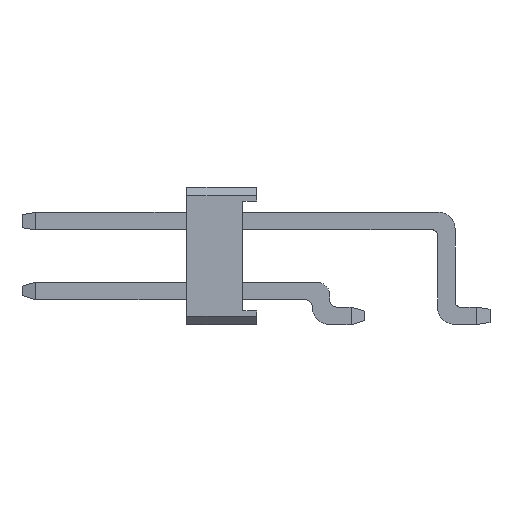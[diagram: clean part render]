
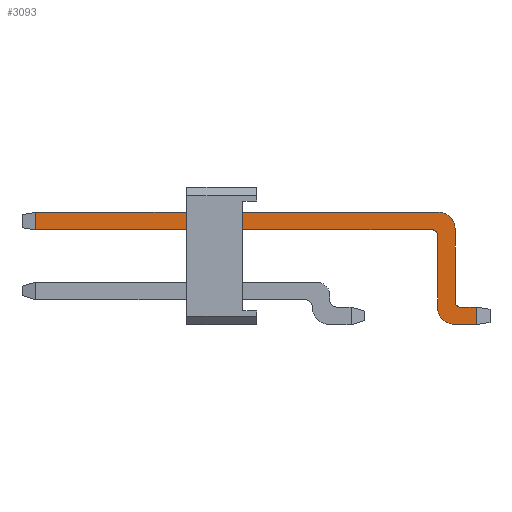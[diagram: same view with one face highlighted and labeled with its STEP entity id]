
A CAD part, left-side view. The second image highlights one B-rep face of the part: STEP entity #3093.
In plain terms, the highlighted face is planar.
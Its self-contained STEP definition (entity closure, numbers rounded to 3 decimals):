
#38=CIRCLE('',#3306,0.2);
#39=CIRCLE('',#3307,0.64);
#40=CIRCLE('',#3308,0.2);
#41=CIRCLE('',#3309,0.6);
#855=ORIENTED_EDGE('',*,*,#1322,.T.);
#856=ORIENTED_EDGE('',*,*,#1324,.T.);
#857=ORIENTED_EDGE('',*,*,#1306,.F.);
#858=ORIENTED_EDGE('',*,*,#1325,.T.);
#859=ORIENTED_EDGE('',*,*,#1326,.F.);
#860=ORIENTED_EDGE('',*,*,#1327,.T.);
#861=ORIENTED_EDGE('',*,*,#1328,.F.);
#862=ORIENTED_EDGE('',*,*,#1329,.T.);
#863=ORIENTED_EDGE('',*,*,#1330,.T.);
#864=ORIENTED_EDGE('',*,*,#1331,.T.);
#865=ORIENTED_EDGE('',*,*,#1332,.F.);
#866=ORIENTED_EDGE('',*,*,#1333,.T.);
#1306=EDGE_CURVE('',#1600,#1601,#1991,.T.);
#1322=EDGE_CURVE('',#1615,#1614,#2003,.T.);
#1324=EDGE_CURVE('',#1614,#1601,#2005,.T.);
#1325=EDGE_CURVE('',#1600,#1616,#38,.T.);
#1326=EDGE_CURVE('',#1617,#1616,#2006,.T.);
#1327=EDGE_CURVE('',#1617,#1618,#39,.F.);
#1328=EDGE_CURVE('',#1619,#1618,#2007,.T.);
#1329=EDGE_CURVE('',#1619,#1620,#2008,.T.);
#1330=EDGE_CURVE('',#1620,#1621,#2009,.T.);
#1331=EDGE_CURVE('',#1621,#1622,#40,.T.);
#1332=EDGE_CURVE('',#1623,#1622,#2010,.T.);
#1333=EDGE_CURVE('',#1623,#1615,#41,.F.);
#1600=VERTEX_POINT('',#4862);
#1601=VERTEX_POINT('',#4863);
#1614=VERTEX_POINT('',#4893);
#1615=VERTEX_POINT('',#4895);
#1616=VERTEX_POINT('',#4900);
#1617=VERTEX_POINT('',#4902);
#1618=VERTEX_POINT('',#4904);
#1619=VERTEX_POINT('',#4906);
#1620=VERTEX_POINT('',#4908);
#1621=VERTEX_POINT('',#4910);
#1622=VERTEX_POINT('',#4912);
#1623=VERTEX_POINT('',#4914);
#1991=LINE('',#4861,#2394);
#2003=LINE('',#4894,#2406);
#2005=LINE('',#4898,#2408);
#2006=LINE('',#4901,#2409);
#2007=LINE('',#4905,#2410);
#2008=LINE('',#4907,#2411);
#2009=LINE('',#4909,#2412);
#2010=LINE('',#4913,#2413);
#2394=VECTOR('',#3995,1000.);
#2406=VECTOR('',#4019,1000.);
#2408=VECTOR('',#4023,1000.);
#2409=VECTOR('',#4026,1000.);
#2410=VECTOR('',#4029,1000.);
#2411=VECTOR('',#4030,1000.);
#2412=VECTOR('',#4031,1000.);
#2413=VECTOR('',#4034,1000.);
#2604=EDGE_LOOP('',(#855,#856,#857,#858,#859,#860,#861,#862,#863,#864,#865,
#866));
#2789=FACE_BOUND('',#2604,.T.);
#2941=PLANE('',#3305);
#3093=ADVANCED_FACE('',(#2789),#2941,.F.);
#3305=AXIS2_PLACEMENT_3D('',#4897,#4021,#4022);
#3306=AXIS2_PLACEMENT_3D('',#4899,#4024,#4025);
#3307=AXIS2_PLACEMENT_3D('',#4903,#4027,#4028);
#3308=AXIS2_PLACEMENT_3D('',#4911,#4032,#4033);
#3309=AXIS2_PLACEMENT_3D('',#4915,#4035,#4036);
#3995=DIRECTION('',(0.,0.,-1.));
#4019=DIRECTION('',(0.,0.,-1.));
#4021=DIRECTION('',(0.,1.,0.));
#4022=DIRECTION('',(0.,0.,1.));
#4023=DIRECTION('',(1.,0.,0.));
#4024=DIRECTION('',(0.,1.,0.));
#4025=DIRECTION('',(0.,0.,1.));
#4026=DIRECTION('',(-1.,0.,0.));
#4027=DIRECTION('',(0.,1.,0.));
#4028=DIRECTION('',(0.,0.,1.));
#4029=DIRECTION('',(0.,0.,-1.));
#4030=DIRECTION('',(-1.,0.,0.));
#4031=DIRECTION('',(0.,0.,-1.));
#4032=DIRECTION('',(0.,1.,0.));
#4033=DIRECTION('',(0.,0.,1.));
#4034=DIRECTION('',(1.,0.,0.));
#4035=DIRECTION('',(0.,1.,0.));
#4036=DIRECTION('',(0.,0.,1.));
#4861=CARTESIAN_POINT('',(0.64,0.,15.77));
#4862=CARTESIAN_POINT('',(0.64,0.,14.93));
#4863=CARTESIAN_POINT('',(0.64,0.,0.5));
#4893=CARTESIAN_POINT('',(0.,0.,0.5));
#4894=CARTESIAN_POINT('',(0.,0.,15.77));
#4895=CARTESIAN_POINT('',(0.,0.,15.17));
#4897=CARTESIAN_POINT('',(0.,0.,15.77));
#4898=CARTESIAN_POINT('',(0.,0.,0.5));
#4899=CARTESIAN_POINT('',(0.84,0.,14.93));
#4900=CARTESIAN_POINT('',(0.84,0.,15.13));
#4901=CARTESIAN_POINT('',(4.09,0.,15.13));
#4902=CARTESIAN_POINT('',(3.45,0.,15.13));
#4903=CARTESIAN_POINT('',(3.45,0.,15.77));
#4904=CARTESIAN_POINT('',(4.09,0.,15.77));
#4905=CARTESIAN_POINT('',(4.09,0.,15.77));
#4906=CARTESIAN_POINT('',(4.09,0.,16.54));
#4907=CARTESIAN_POINT('',(3.45,0.,16.54));
#4908=CARTESIAN_POINT('',(3.45,0.,16.54));
#4909=CARTESIAN_POINT('',(3.45,0.,17.04));
#4910=CARTESIAN_POINT('',(3.45,0.,15.97));
#4911=CARTESIAN_POINT('',(3.25,0.,15.97));
#4912=CARTESIAN_POINT('',(3.25,0.,15.77));
#4913=CARTESIAN_POINT('',(0.,0.,15.77));
#4914=CARTESIAN_POINT('',(0.6,0.,15.77));
#4915=CARTESIAN_POINT('',(0.6,0.,15.17));
